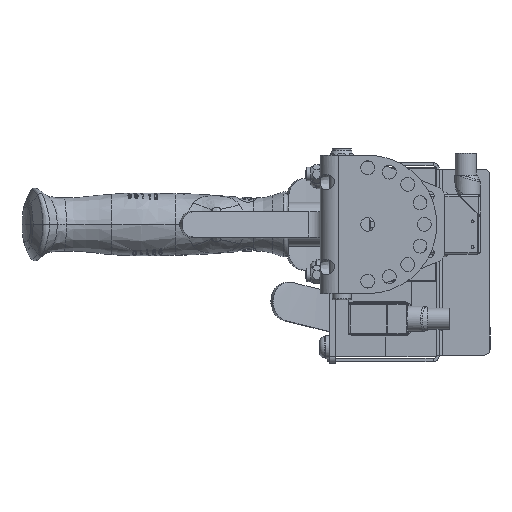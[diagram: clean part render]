
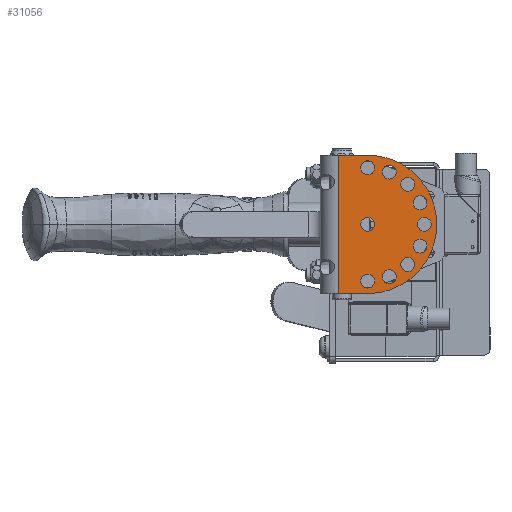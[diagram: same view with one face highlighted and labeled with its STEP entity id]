
A CAD part, front view. The second image highlights one B-rep face of the part: STEP entity #31056.
In plain terms, the highlighted planar face has unit normal (0, -1, 0).
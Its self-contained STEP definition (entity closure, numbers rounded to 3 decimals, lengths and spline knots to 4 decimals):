
#1231=FACE_BOUND('',#5649,.T.);
#1232=FACE_BOUND('',#5650,.T.);
#1233=FACE_BOUND('',#5651,.T.);
#1234=FACE_BOUND('',#5652,.T.);
#1235=FACE_BOUND('',#5653,.T.);
#1236=FACE_BOUND('',#5654,.T.);
#1237=FACE_BOUND('',#5655,.T.);
#1238=FACE_BOUND('',#5656,.T.);
#1239=FACE_BOUND('',#5657,.T.);
#1240=FACE_BOUND('',#5658,.T.);
#1477=PLANE('',#33863);
#3867=FACE_OUTER_BOUND('',#5648,.T.);
#5648=EDGE_LOOP('',(#21375,#21376,#21377,#21378));
#5649=EDGE_LOOP('',(#21379));
#5650=EDGE_LOOP('',(#21380));
#5651=EDGE_LOOP('',(#21381));
#5652=EDGE_LOOP('',(#21382));
#5653=EDGE_LOOP('',(#21383));
#5654=EDGE_LOOP('',(#21384));
#5655=EDGE_LOOP('',(#21385));
#5656=EDGE_LOOP('',(#21386));
#5657=EDGE_LOOP('',(#21387));
#5658=EDGE_LOOP('',(#21388));
#7670=LINE('',#45079,#9746);
#7671=LINE('',#45081,#9747);
#7672=LINE('',#45082,#9748);
#9746=VECTOR('',#36948,0.2582);
#9747=VECTOR('',#36949,0.3937);
#9748=VECTOR('',#36950,0.2582);
#11800=CIRCLE('',#33812,0.1375);
#11803=CIRCLE('',#33816,0.1375);
#11806=CIRCLE('',#33820,0.1375);
#11809=CIRCLE('',#33824,0.1375);
#11812=CIRCLE('',#33828,0.1375);
#11815=CIRCLE('',#33832,0.1375);
#11818=CIRCLE('',#33836,0.1375);
#11821=CIRCLE('',#33840,0.1375);
#11824=CIRCLE('',#33844,0.1375);
#11827=CIRCLE('',#33848,0.1375);
#11833=CIRCLE('',#33861,1.375);
#13135=VERTEX_POINT('',#44968);
#13138=VERTEX_POINT('',#44976);
#13141=VERTEX_POINT('',#44984);
#13144=VERTEX_POINT('',#44992);
#13147=VERTEX_POINT('',#45000);
#13150=VERTEX_POINT('',#45008);
#13153=VERTEX_POINT('',#45016);
#13156=VERTEX_POINT('',#45024);
#13159=VERTEX_POINT('',#45032);
#13162=VERTEX_POINT('',#45040);
#13169=VERTEX_POINT('',#45069);
#13170=VERTEX_POINT('',#45070);
#13173=VERTEX_POINT('',#45078);
#13174=VERTEX_POINT('',#45080);
#16378=EDGE_CURVE('',#13135,#13135,#11800,.T.);
#16382=EDGE_CURVE('',#13138,#13138,#11803,.T.);
#16386=EDGE_CURVE('',#13141,#13141,#11806,.T.);
#16390=EDGE_CURVE('',#13144,#13144,#11809,.T.);
#16394=EDGE_CURVE('',#13147,#13147,#11812,.T.);
#16398=EDGE_CURVE('',#13150,#13150,#11815,.T.);
#16402=EDGE_CURVE('',#13153,#13153,#11818,.T.);
#16406=EDGE_CURVE('',#13156,#13156,#11821,.T.);
#16410=EDGE_CURVE('',#13159,#13159,#11824,.T.);
#16414=EDGE_CURVE('',#13162,#13162,#11827,.T.);
#16428=EDGE_CURVE('',#13169,#13170,#11833,.T.);
#16432=EDGE_CURVE('',#13173,#13170,#7670,.T.);
#16433=EDGE_CURVE('',#13173,#13174,#7671,.T.);
#16434=EDGE_CURVE('',#13174,#13169,#7672,.T.);
#21375=ORIENTED_EDGE('',*,*,#16428,.T.);
#21376=ORIENTED_EDGE('',*,*,#16432,.F.);
#21377=ORIENTED_EDGE('',*,*,#16433,.T.);
#21378=ORIENTED_EDGE('',*,*,#16434,.T.);
#21379=ORIENTED_EDGE('',*,*,#16378,.T.);
#21380=ORIENTED_EDGE('',*,*,#16382,.T.);
#21381=ORIENTED_EDGE('',*,*,#16386,.T.);
#21382=ORIENTED_EDGE('',*,*,#16390,.T.);
#21383=ORIENTED_EDGE('',*,*,#16394,.T.);
#21384=ORIENTED_EDGE('',*,*,#16398,.T.);
#21385=ORIENTED_EDGE('',*,*,#16402,.T.);
#21386=ORIENTED_EDGE('',*,*,#16406,.T.);
#21387=ORIENTED_EDGE('',*,*,#16410,.T.);
#21388=ORIENTED_EDGE('',*,*,#16414,.T.);
#31056=ADVANCED_FACE('',(#3867,#1231,#1232,#1233,#1234,#1235,#1236,#1237,
#1238,#1239,#1240),#1477,.F.);
#33812=AXIS2_PLACEMENT_3D('',#44970,#36825,#36826);
#33816=AXIS2_PLACEMENT_3D('',#44978,#36834,#36835);
#33820=AXIS2_PLACEMENT_3D('',#44986,#36843,#36844);
#33824=AXIS2_PLACEMENT_3D('',#44994,#36852,#36853);
#33828=AXIS2_PLACEMENT_3D('',#45002,#36861,#36862);
#33832=AXIS2_PLACEMENT_3D('',#45010,#36870,#36871);
#33836=AXIS2_PLACEMENT_3D('',#45018,#36879,#36880);
#33840=AXIS2_PLACEMENT_3D('',#45026,#36888,#36889);
#33844=AXIS2_PLACEMENT_3D('',#45034,#36897,#36898);
#33848=AXIS2_PLACEMENT_3D('',#45042,#36906,#36907);
#33861=AXIS2_PLACEMENT_3D('',#45071,#36940,#36941);
#33863=AXIS2_PLACEMENT_3D('',#45077,#36946,#36947);
#36825=DIRECTION('center_axis',(0.,1.,0.));
#36826=DIRECTION('ref_axis',(1.,0.,0.));
#36834=DIRECTION('center_axis',(0.,1.,0.));
#36835=DIRECTION('ref_axis',(1.,0.,0.));
#36843=DIRECTION('center_axis',(0.,1.,0.));
#36844=DIRECTION('ref_axis',(1.,0.,0.));
#36852=DIRECTION('center_axis',(0.,1.,0.));
#36853=DIRECTION('ref_axis',(1.,0.,0.));
#36861=DIRECTION('center_axis',(0.,1.,0.));
#36862=DIRECTION('ref_axis',(1.,0.,0.));
#36870=DIRECTION('center_axis',(0.,1.,0.));
#36871=DIRECTION('ref_axis',(1.,0.,0.));
#36879=DIRECTION('center_axis',(0.,1.,0.));
#36880=DIRECTION('ref_axis',(1.,0.,0.));
#36888=DIRECTION('center_axis',(0.,1.,0.));
#36889=DIRECTION('ref_axis',(1.,0.,0.));
#36897=DIRECTION('center_axis',(0.,1.,0.));
#36898=DIRECTION('ref_axis',(1.,0.,0.));
#36906=DIRECTION('center_axis',(0.,1.,0.));
#36907=DIRECTION('ref_axis',(1.,0.,0.));
#36940=DIRECTION('center_axis',(0.,-1.,0.));
#36941=DIRECTION('ref_axis',(0.,0.,
1.));
#36946=DIRECTION('center_axis',(0.,1.,0.));
#36947=DIRECTION('ref_axis',(-1.,0.,0.));
#36948=DIRECTION('',(1.,0.,0.));
#36949=DIRECTION('',(0.,0.,-1.));
#36950=DIRECTION('',(1.,0.,0.));
#44968=CARTESIAN_POINT('',(1.6015,-1.7935,-0.7955));
#44970=CARTESIAN_POINT('Origin',(1.739,-1.7935,-0.7955));
#44976=CARTESIAN_POINT('',(1.8454,-1.7935,0.4305));
#44978=CARTESIAN_POINT('Origin',(1.9829,-1.7935,0.4305));
#44984=CARTESIAN_POINT('',(1.2365,-1.7935,1.0394));
#44986=CARTESIAN_POINT('Origin',(1.374,-1.7935,1.0394));
#44992=CARTESIAN_POINT('',(0.806,-1.7935,1.125));
#44994=CARTESIAN_POINT('Origin',(0.9435,-1.7935,1.125));
#45000=CARTESIAN_POINT('',(0.806,-1.7935,0.));
#45002=CARTESIAN_POINT('Origin',(0.9435,-1.7935,0.));
#45008=CARTESIAN_POINT('',(1.931,-1.7935,0.));
#45010=CARTESIAN_POINT('Origin',(2.0685,-1.7935,0.));
#45016=CARTESIAN_POINT('',(0.806,-1.7935,-1.125));
#45018=CARTESIAN_POINT('Origin',(0.9435,-1.7935,-1.125));
#45024=CARTESIAN_POINT('',(1.6015,-1.7935,0.7955));
#45026=CARTESIAN_POINT('Origin',(1.739,-1.7935,0.7955));
#45032=CARTESIAN_POINT('',(1.8454,-1.7935,-0.4305));
#45034=CARTESIAN_POINT('Origin',(1.9829,-1.7935,-0.4305));
#45040=CARTESIAN_POINT('',(1.2365,-1.7935,-1.0394));
#45042=CARTESIAN_POINT('Origin',(1.374,-1.7935,-1.0394));
#45069=CARTESIAN_POINT('',(0.9428,-1.7935,-1.375));
#45070=CARTESIAN_POINT('',(0.9428,-1.7935,1.375));
#45071=CARTESIAN_POINT('Origin',(0.9428,-1.7935,0.));
#45077=CARTESIAN_POINT('Origin',(-1.4819,-1.7935,0.));
#45078=CARTESIAN_POINT('',(0.3586,-1.7935,1.375));
#45079=CARTESIAN_POINT('',(-0.4525,-1.7935,1.375));
#45080=CARTESIAN_POINT('',(0.3586,-1.7935,-1.375));
#45081=CARTESIAN_POINT('',(0.3586,-1.7935,0.));
#45082=CARTESIAN_POINT('',(-0.4525,-1.7935,-1.375));
